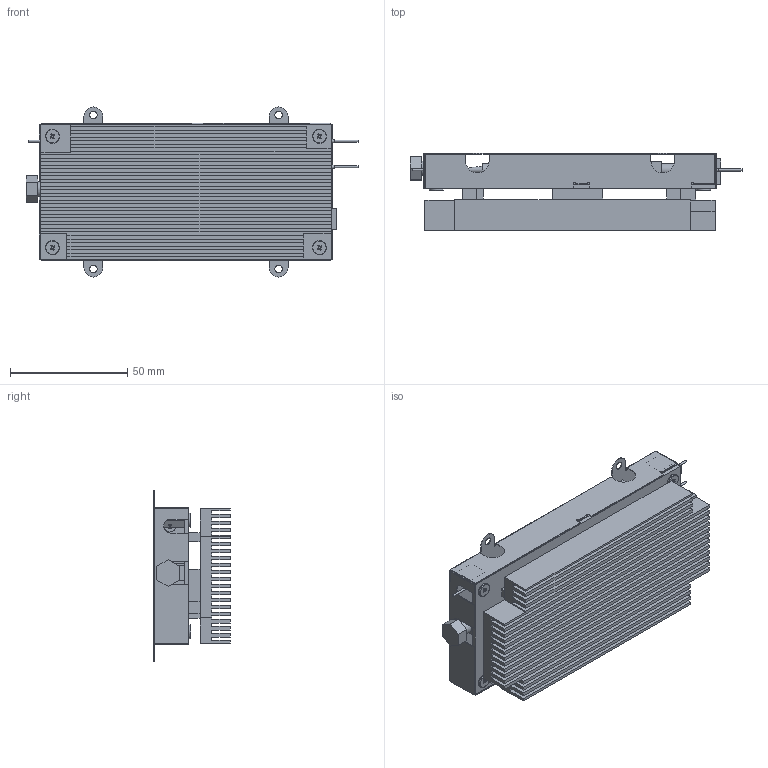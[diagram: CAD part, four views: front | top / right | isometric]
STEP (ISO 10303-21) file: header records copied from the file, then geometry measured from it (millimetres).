
FILE_DESCRIPTION (( 'STEP AP203' ), '1' );
FILE_NAME ('NPSW.STEP', '2023-12-21T21:41:01', ( 'cad' ), ( '' ), 'SwSTEP 2.0', 'SolidWorks 2017', '' );
FILE_SCHEMA (( 'CONFIG_CONTROL_DESIGN' ));
Length unit declared in the file: millimetre
Products named in the file (8): PCB-HIPOWER-NF; Cover HIGH POWER NF; M3X12 NYLON STAND^HIGH POWER EO; 90116A147_316 Stainless Steel Pan Head Phillips Screws_90116A147; M3 SCREW NUT; 錨璃26^NPSW; 錨璃27^NPSW; NPSW
Assembly tree (15 placements, depth 2):
  NPSW
    PCB-HIPOWER-NF
    Cover HIGH POWER NF
    M3X12 NYLON STAND^HIGH POWER EO  x3
    90116A147_316 Stainless Steel Pan Head Phillips Screws_90116A147  x7
    M3 SCREW NUT
    錨璃26^NPSW
    錨璃27^NPSW
Bounding box: 141.86 x 32.9 x 72.7 mm (x, y, z)
Volume: 95507.7 mm3; surface area: 102414.5 mm2
Topology: 15 solids, 15 shells, 973 faces, 2590 edges, 1703 vertices
Faces by surface type: plane 576, cylinder 210, bspline 118, cone 39, torus 30
Full cylindrical faces by diameter (mm): 0.9 x3, 2.55 x4, 3.2 x5, 3.5 x8, 5.5 x4, 6 x7, 6.2 x1, 6.3 x1
Entity records: 27502 total; most frequent: CARTESIAN_POINT 10586, ORIENTED_EDGE 3438, DIRECTION 2865, EDGE_CURVE 1719, VECTOR 1261, LINE 1261, VERTEX_POINT 1157, AXIS2_PLACEMENT_3D 802
